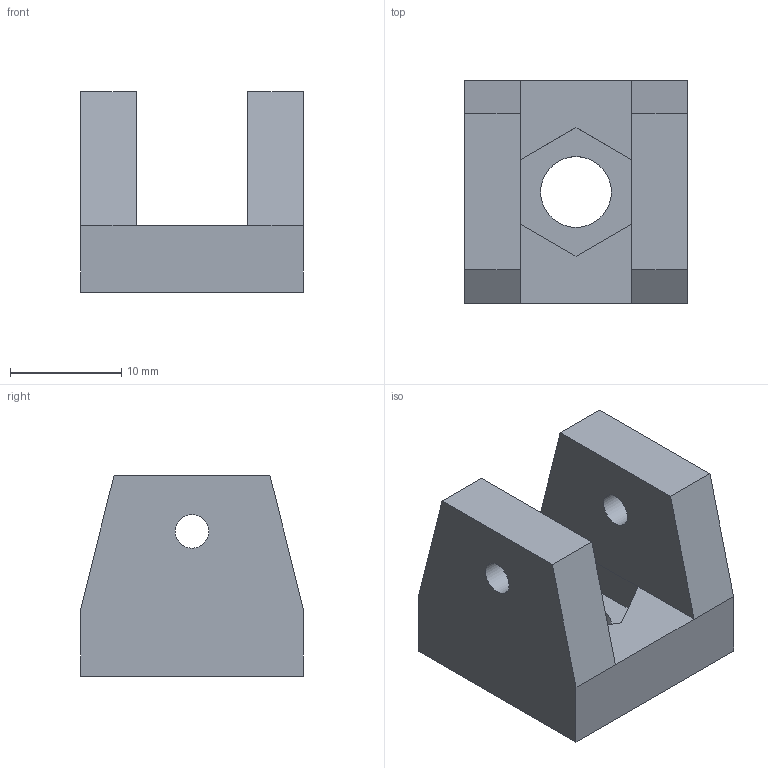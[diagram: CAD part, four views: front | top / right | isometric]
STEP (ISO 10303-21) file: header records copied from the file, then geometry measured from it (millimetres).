
FILE_DESCRIPTION(/* description */ (''),/* implementation_level */ '2;1');
FILE_NAME(/* name */ 'Cuff Link Chain Adapter.step',/* time_stamp */ '2022-12-28T15:07:42+01:00',/* author */ (''),/* organization */ (''),/* preprocessor_version */ 'ST-DEVELOPER v19.2',/* originating_system */ 'Autodesk Translation Framework v11.17.0.187',/* authorisation */ '');
FILE_SCHEMA (('AUTOMOTIVE_DESIGN { 1 0 10303 214 3 1 1 }'));
Length unit declared in the file: millimetre
Products named in the file (2): Cuff Link Chain Adapter; Base
Assembly tree (1 placements, depth 2):
  Cuff Link Chain Adapter
    Base
Bounding box: 20 x 20 x 18 mm (x, y, z)
Volume: 4014.5 mm3; surface area: 2449.8 mm2
Topology: 1 solids, 1 shells, 25 faces, 61 edges, 38 vertices
Faces by surface type: plane 22, cylinder 3
Full cylindrical faces by diameter (mm): 3 x2, 6.35 x1
Entity records: 789 total; most frequent: CARTESIAN_POINT 127, DIRECTION 123, ORIENTED_EDGE 122, EDGE_CURVE 61, LINE 55, VECTOR 55, VERTEX_POINT 38, AXIS2_PLACEMENT_3D 34
